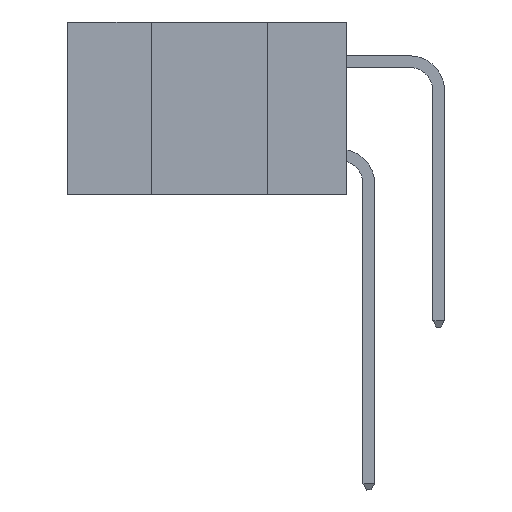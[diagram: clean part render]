
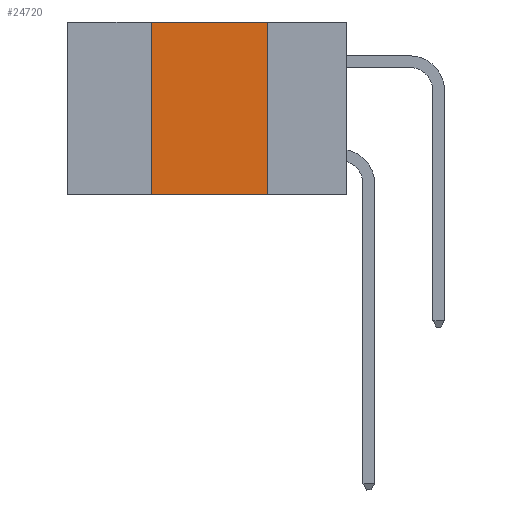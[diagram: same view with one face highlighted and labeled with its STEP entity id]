
A CAD part, left-side view. The second image highlights one B-rep face of the part: STEP entity #24720.
In plain terms, the highlighted planar face has unit normal (-1, 0, 0).
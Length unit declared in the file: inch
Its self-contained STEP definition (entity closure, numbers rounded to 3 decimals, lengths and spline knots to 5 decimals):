
#1279 = VECTOR ( 'NONE', #26370, 39.37008 ) ;
#1300 = VECTOR ( 'NONE', #30301, 39.37008 ) ;
#1404 = VERTEX_POINT ( 'NONE', #28648 ) ;
#1540 = EDGE_CURVE ( 'NONE', #3165, #18299, #17331, .T. ) ;
#3165 = VERTEX_POINT ( 'NONE', #11999 ) ;
#4387 = ORIENTED_EDGE ( 'NONE', *, *, #8467, .F. ) ;
#4708 = CARTESIAN_POINT ( 'NONE',  ( 0., 0.42, 0. ) ) ;
#8467 = EDGE_CURVE ( 'NONE', #18299, #26495, #29081, .T. ) ;
#9009 = FACE_OUTER_BOUND ( 'NONE', #21158, .T. ) ;
#9363 = AXIS2_PLACEMENT_3D ( 'NONE', #16977, #21356, #19197 ) ;
#11999 = CARTESIAN_POINT ( 'NONE',  ( 0., 0.42, 0. ) ) ;
#13185 = ORIENTED_EDGE ( 'NONE', *, *, #21482, .F. ) ;
#15725 = LINE ( 'NONE', #26085, #18234 ) ;
#16977 = CARTESIAN_POINT ( 'NONE',  ( 0., 0.6, 0. ) ) ;
#17331 = LINE ( 'NONE', #19492, #1279 ) ;
#18085 = LINE ( 'NONE', #4708, #26883 ) ;
#18234 = VECTOR ( 'NONE', #25882, 39.37008 ) ;
#18299 = VERTEX_POINT ( 'NONE', #19893 ) ;
#18910 = PLANE ( 'NONE',  #9363 ) ;
#19084 = EDGE_CURVE ( 'NONE', #1404, #26495, #15725, .T. ) ;
#19197 = DIRECTION ( 'NONE',  ( 0., 0., -1. ) ) ;
#19492 = CARTESIAN_POINT ( 'NONE',  ( 0., 0.6, 0. ) ) ;
#19893 = CARTESIAN_POINT ( 'NONE',  ( 0., 0.17, 0. ) ) ;
#21037 = DIRECTION ( 'NONE',  ( 0., 0., 1. ) ) ;
#21158 = EDGE_LOOP ( 'NONE', ( #4387, #25126, #13185, #30036 ) ) ;
#21356 = DIRECTION ( 'NONE',  ( 1., 0., 0. ) ) ;
#21482 = EDGE_CURVE ( 'NONE', #1404, #3165, #18085, .T. ) ;
#24720 = ADVANCED_FACE ( 'NONE', ( #9009 ), #18910, .F. ) ;
#25126 = ORIENTED_EDGE ( 'NONE', *, *, #1540, .F. ) ;
#25482 = CARTESIAN_POINT ( 'NONE',  ( 0., 0.17, 0. ) ) ;
#25882 = DIRECTION ( 'NONE',  ( 0., -1., 0. ) ) ;
#26085 = CARTESIAN_POINT ( 'NONE',  ( 0., 0.6, -0.37 ) ) ;
#26370 = DIRECTION ( 'NONE',  ( 0., -1., 0. ) ) ;
#26495 = VERTEX_POINT ( 'NONE', #28573 ) ;
#26883 = VECTOR ( 'NONE', #21037, 39.37008 ) ;
#28573 = CARTESIAN_POINT ( 'NONE',  ( 0., 0.17, -0.37 ) ) ;
#28648 = CARTESIAN_POINT ( 'NONE',  ( 0., 0.42, -0.37 ) ) ;
#29081 = LINE ( 'NONE', #25482, #1300 ) ;
#30036 = ORIENTED_EDGE ( 'NONE', *, *, #19084, .T. ) ;
#30301 = DIRECTION ( 'NONE',  ( 0., 0., -1. ) ) ;
